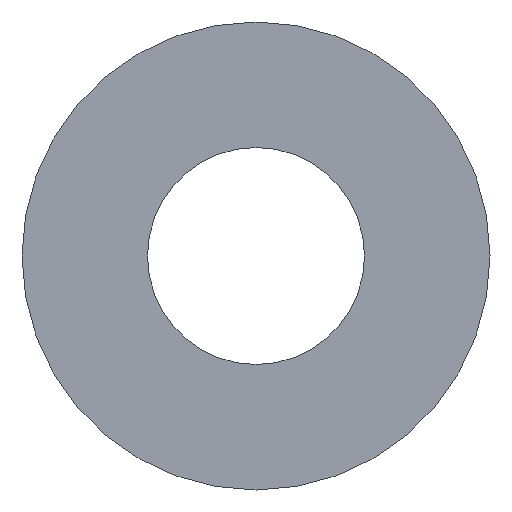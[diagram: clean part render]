
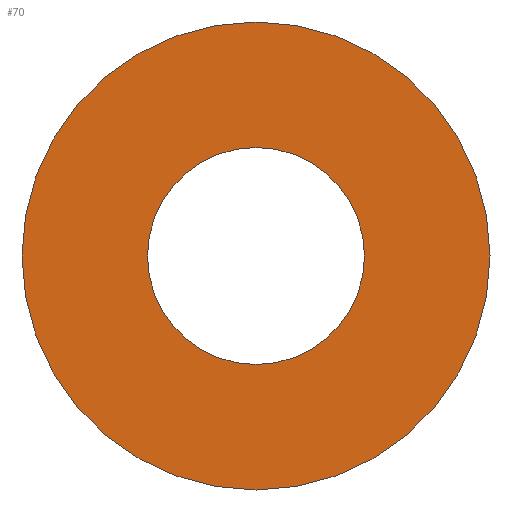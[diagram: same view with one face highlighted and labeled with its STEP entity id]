
A CAD part, front view. The second image highlights one B-rep face of the part: STEP entity #70.
In plain terms, the highlighted planar face has unit normal (0, -1, 0).
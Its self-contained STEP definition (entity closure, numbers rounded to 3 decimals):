
#1 = DIRECTION ( 'NONE',  ( 0., 0., 1. ) ) ;
#6 = DIRECTION ( 'NONE',  ( 0., 1., 0. ) ) ;
#9 = DIRECTION ( 'NONE',  ( 0., 0., 1. ) ) ;
#32 = AXIS2_PLACEMENT_3D ( 'NONE', #183, #133, #258 ) ;
#44 = VERTEX_POINT ( 'NONE', #114 ) ;
#49 = CIRCLE ( 'NONE', #232, 13.05 ) ;
#52 = DIRECTION ( 'NONE',  ( 0., 0., 1. ) ) ;
#67 = AXIS2_PLACEMENT_3D ( 'NONE', #154, #227, #1 ) ;
#69 = ORIENTED_EDGE ( 'NONE', *, *, #202, .F. ) ;
#70 = ADVANCED_FACE ( 'NONE', ( #184, #139 ), #222, .F. ) ;
#71 = ORIENTED_EDGE ( 'NONE', *, *, #172, .F. ) ;
#72 = EDGE_LOOP ( 'NONE', ( #69, #71 ) ) ;
#77 = CARTESIAN_POINT ( 'NONE',  ( 0., 0., 0. ) ) ;
#82 = DIRECTION ( 'NONE',  ( 0., 1., 0. ) ) ;
#95 = ORIENTED_EDGE ( 'NONE', *, *, #254, .T. ) ;
#112 = CARTESIAN_POINT ( 'NONE',  ( 0., 0., 0. ) ) ;
#114 = CARTESIAN_POINT ( 'NONE',  ( 0., 0., -13.05 ) ) ;
#116 = CARTESIAN_POINT ( 'NONE',  ( 0., 0., 13.05 ) ) ;
#122 = EDGE_CURVE ( 'NONE', #214, #161, #126, .T. ) ;
#126 = CIRCLE ( 'NONE', #32, 6.05 ) ;
#133 = DIRECTION ( 'NONE',  ( 0., 1., 0. ) ) ;
#134 = CIRCLE ( 'NONE', #67, 13.05 ) ;
#139 = FACE_BOUND ( 'NONE', #236, .T. ) ;
#154 = CARTESIAN_POINT ( 'NONE',  ( 0., 0., 0. ) ) ;
#157 = CARTESIAN_POINT ( 'NONE',  ( 0., 0., -6.05 ) ) ;
#161 = VERTEX_POINT ( 'NONE', #177 ) ;
#172 = EDGE_CURVE ( 'NONE', #322, #44, #49, .T. ) ;
#177 = CARTESIAN_POINT ( 'NONE',  ( 0., 0., 6.05 ) ) ;
#183 = CARTESIAN_POINT ( 'NONE',  ( 0., 0., 0. ) ) ;
#184 = FACE_OUTER_BOUND ( 'NONE', #72, .T. ) ;
#195 = DIRECTION ( 'NONE',  ( 0., 0., 1. ) ) ;
#202 = EDGE_CURVE ( 'NONE', #44, #322, #134, .T. ) ;
#214 = VERTEX_POINT ( 'NONE', #157 ) ;
#222 = PLANE ( 'NONE',  #282 ) ;
#225 = ORIENTED_EDGE ( 'NONE', *, *, #122, .T. ) ;
#227 = DIRECTION ( 'NONE',  ( 0., 1., 0. ) ) ;
#232 = AXIS2_PLACEMENT_3D ( 'NONE', #284, #82, #9 ) ;
#236 = EDGE_LOOP ( 'NONE', ( #225, #95 ) ) ;
#254 = EDGE_CURVE ( 'NONE', #161, #214, #326, .T. ) ;
#258 = DIRECTION ( 'NONE',  ( 0., 0., 1. ) ) ;
#282 = AXIS2_PLACEMENT_3D ( 'NONE', #112, #293, #195 ) ;
#284 = CARTESIAN_POINT ( 'NONE',  ( 0., 0., 0. ) ) ;
#293 = DIRECTION ( 'NONE',  ( 0., 1., 0. ) ) ;
#305 = AXIS2_PLACEMENT_3D ( 'NONE', #77, #6, #52 ) ;
#322 = VERTEX_POINT ( 'NONE', #116 ) ;
#326 = CIRCLE ( 'NONE', #305, 6.05 ) ;
